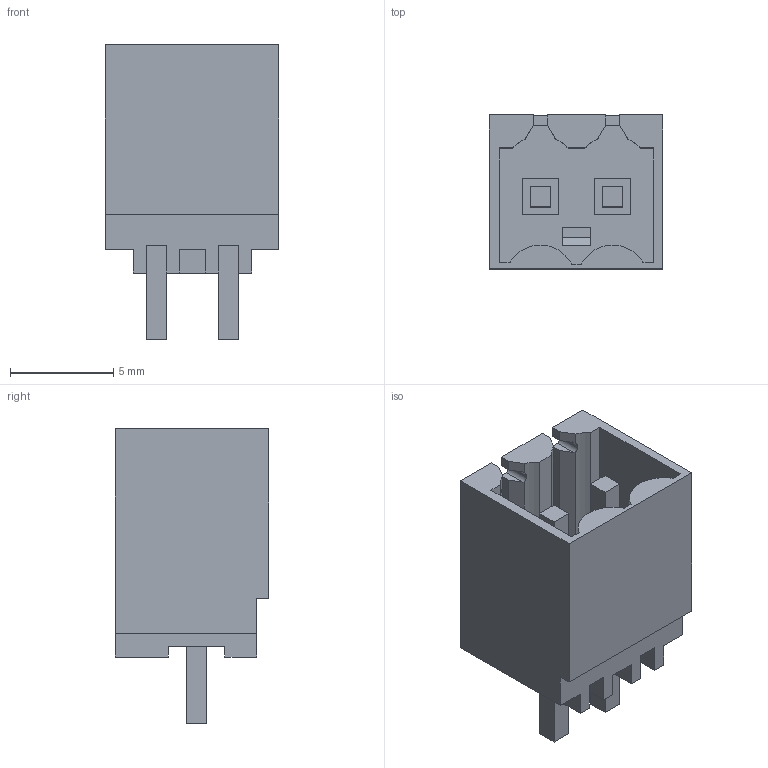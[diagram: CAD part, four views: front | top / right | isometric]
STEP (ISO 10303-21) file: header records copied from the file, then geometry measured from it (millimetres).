
FILE_DESCRIPTION(('CATIA V5 STEP Exchange','CAx-IF Rec.Pracs.--- Model Styling and Organization---1.2---2011-12-15'),'2;1');
FILE_NAME ('D1457247_0_1842320000_1842320000.stp','2018-03-13T14:57:56+00:00',('none'),('Weidmueller'),'CATIA Version 5-6 Release 2014','CATIA V5 STEP AP214','none');
FILE_SCHEMA(('AUTOMOTIVE_DESIGN { 1 0 10303 214 1 1 1 1 }'));
Length unit declared in the file: millimetre
Products named in the file (1): 1842320000
Bounding box: 8.4 x 7.45 x 14.25 mm (x, y, z)
Volume: 301.8 mm3; surface area: 911.4 mm2
Topology: 3 solids, 3 shells, 152 faces, 423 edges, 280 vertices
Faces by surface type: plane 138, cylinder 14
Entity records: 4800 total; most frequent: CARTESIAN_POINT 874, ORIENTED_EDGE 846, DIRECTION 651, EDGE_CURVE 423, VECTOR 387, LINE 387, VERTEX_POINT 280, EDGE_LOOP 159
